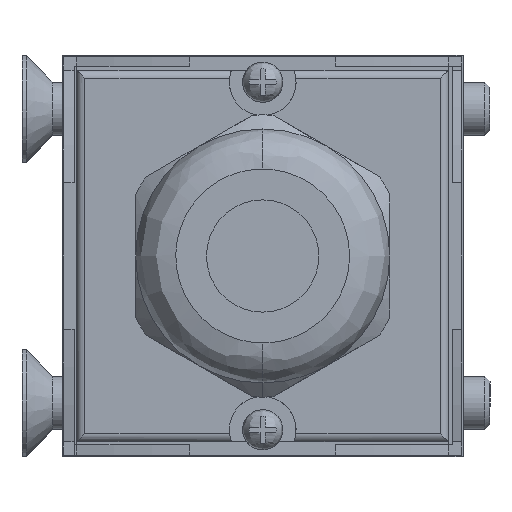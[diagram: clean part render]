
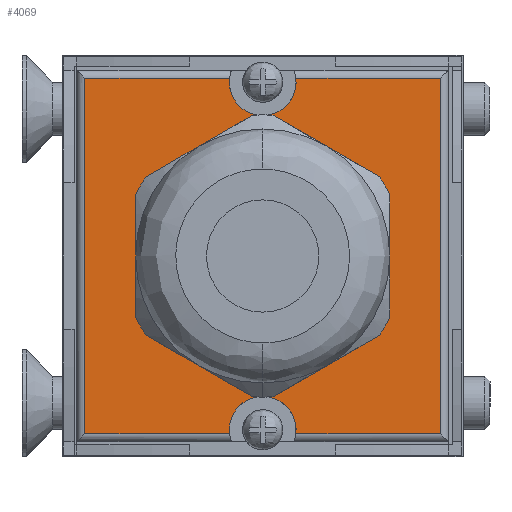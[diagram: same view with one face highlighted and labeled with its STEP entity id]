
A CAD part, front view. The second image highlights one B-rep face of the part: STEP entity #4069.
In plain terms, the highlighted face is planar.
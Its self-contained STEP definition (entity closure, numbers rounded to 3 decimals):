
#140 = VERTEX_POINT ( 'NONE', #3325 ) ;
#322 = DIRECTION ( 'NONE',  ( 0., -1., 0. ) ) ;
#382 = VERTEX_POINT ( 'NONE', #4180 ) ;
#450 = EDGE_CURVE ( 'NONE', #3594, #382, #5767, .T. ) ;
#614 = DIRECTION ( 'NONE',  ( -1., 0., 0. ) ) ;
#761 = EDGE_LOOP ( 'NONE', ( #9685, #9246 ) ) ;
#905 = CIRCLE ( 'NONE', #13243, 2.5 ) ;
#959 = ORIENTED_EDGE ( 'NONE', *, *, #3617, .F. ) ;
#1104 = CARTESIAN_POINT ( 'NONE',  ( 13., 0., 25. ) ) ;
#1274 = DIRECTION ( 'NONE',  ( 0., 0., 1. ) ) ;
#1722 = CARTESIAN_POINT ( 'NONE',  ( 13.306, -15., 25. ) ) ;
#1859 = DIRECTION ( 'NONE',  ( -1., 0., 0. ) ) ;
#1962 = DIRECTION ( 'NONE',  ( 0., 0., 1. ) ) ;
#2102 = ORIENTED_EDGE ( 'NONE', *, *, #14546, .F. ) ;
#2224 = CARTESIAN_POINT ( 'NONE',  ( -15., 13.3, 25. ) ) ;
#2548 = ORIENTED_EDGE ( 'NONE', *, *, #4996, .F. ) ;
#2553 = CARTESIAN_POINT ( 'NONE',  ( 13., 0., 25. ) ) ;
#2692 = LINE ( 'NONE', #5936, #3259 ) ;
#2822 = CARTESIAN_POINT ( 'NONE',  ( -13.306, 13.3, 25. ) ) ;
#3164 = CARTESIAN_POINT ( 'NONE',  ( -13.306, -15., 25. ) ) ;
#3221 = VECTOR ( 'NONE', #6676, 1000. ) ;
#3259 = VECTOR ( 'NONE', #3390, 1000. ) ;
#3325 = CARTESIAN_POINT ( 'NONE',  ( 13.306, 13.3, 25. ) ) ;
#3363 = DIRECTION ( 'NONE',  ( 0., 0., -1. ) ) ;
#3390 = DIRECTION ( 'NONE',  ( -1., 0., 0. ) ) ;
#3594 = VERTEX_POINT ( 'NONE', #6832 ) ;
#3617 = EDGE_CURVE ( 'NONE', #140, #15612, #2692, .T. ) ;
#3918 = ORIENTED_EDGE ( 'NONE', *, *, #8900, .F. ) ;
#3946 = CIRCLE ( 'NONE', #9073, 9.5 ) ;
#4069 = ADVANCED_FACE ( 'NONE', ( #15863, #11994 ), #9849, .T. ) ;
#4180 = CARTESIAN_POINT ( 'NONE',  ( -13.306, 2.481, 25. ) ) ;
#4322 = CIRCLE ( 'NONE', #7269, 9.5 ) ;
#4460 = VERTEX_POINT ( 'NONE', #14425 ) ;
#4996 = EDGE_CURVE ( 'NONE', #4460, #140, #5402, .T. ) ;
#5402 = LINE ( 'NONE', #1722, #3221 ) ;
#5595 = ORIENTED_EDGE ( 'NONE', *, *, #8815, .T. ) ;
#5767 = CIRCLE ( 'NONE', #9720, 2.5 ) ;
#5936 = CARTESIAN_POINT ( 'NONE',  ( -15., 13.3, 25. ) ) ;
#6344 = VERTEX_POINT ( 'NONE', #14321 ) ;
#6676 = DIRECTION ( 'NONE',  ( 0., 1., 0. ) ) ;
#6832 = CARTESIAN_POINT ( 'NONE',  ( -13.306, -2.481, 25. ) ) ;
#6856 = ORIENTED_EDGE ( 'NONE', *, *, #6968, .T. ) ;
#6968 = EDGE_CURVE ( 'NONE', #8216, #9215, #13934, .T. ) ;
#7269 = AXIS2_PLACEMENT_3D ( 'NONE', #14027, #10430, #14194 ) ;
#7674 = CARTESIAN_POINT ( 'NONE',  ( 13.306, -2.481, 25. ) ) ;
#8033 = LINE ( 'NONE', #9593, #10168 ) ;
#8090 = AXIS2_PLACEMENT_3D ( 'NONE', #1104, #1274, #11143 ) ;
#8147 = CARTESIAN_POINT ( 'NONE',  ( -13.306, -13.3, 25. ) ) ;
#8183 = EDGE_CURVE ( 'NONE', #9614, #9846, #12676, .T. ) ;
#8216 = VERTEX_POINT ( 'NONE', #11465 ) ;
#8230 = AXIS2_PLACEMENT_3D ( 'NONE', #2224, #3363, #12141 ) ;
#8278 = CARTESIAN_POINT ( 'NONE',  ( -13., 0., 25. ) ) ;
#8815 = EDGE_CURVE ( 'NONE', #4460, #8216, #905, .T. ) ;
#8900 = EDGE_CURVE ( 'NONE', #3594, #9846, #8944, .T. ) ;
#8944 = LINE ( 'NONE', #11432, #15939 ) ;
#9073 = AXIS2_PLACEMENT_3D ( 'NONE', #16150, #11018, #14954 ) ;
#9215 = VERTEX_POINT ( 'NONE', #7674 ) ;
#9246 = ORIENTED_EDGE ( 'NONE', *, *, #10726, .T. ) ;
#9401 = EDGE_LOOP ( 'NONE', ( #959, #2548, #5595, #6856, #2102, #11611, #3918, #10738, #13477 ) ) ;
#9593 = CARTESIAN_POINT ( 'NONE',  ( 13.306, -15., 25. ) ) ;
#9614 = VERTEX_POINT ( 'NONE', #13552 ) ;
#9685 = ORIENTED_EDGE ( 'NONE', *, *, #15288, .T. ) ;
#9720 = AXIS2_PLACEMENT_3D ( 'NONE', #8278, #1962, #1859 ) ;
#9846 = VERTEX_POINT ( 'NONE', #8147 ) ;
#9849 = PLANE ( 'NONE',  #8230 ) ;
#10168 = VECTOR ( 'NONE', #12104, 1000. ) ;
#10430 = DIRECTION ( 'NONE',  ( 0., 0., 1. ) ) ;
#10726 = EDGE_CURVE ( 'NONE', #6344, #10794, #4322, .T. ) ;
#10738 = ORIENTED_EDGE ( 'NONE', *, *, #450, .T. ) ;
#10794 = VERTEX_POINT ( 'NONE', #14081 ) ;
#11018 = DIRECTION ( 'NONE',  ( 0., 0., 1. ) ) ;
#11143 = DIRECTION ( 'NONE',  ( -1., 0., 0. ) ) ;
#11259 = DIRECTION ( 'NONE',  ( -1., 0., 0. ) ) ;
#11432 = CARTESIAN_POINT ( 'NONE',  ( -13.306, -15., 25. ) ) ;
#11465 = CARTESIAN_POINT ( 'NONE',  ( 10.5, 0., 25. ) ) ;
#11538 = EDGE_CURVE ( 'NONE', #15612, #382, #13465, .T. ) ;
#11611 = ORIENTED_EDGE ( 'NONE', *, *, #8183, .T. ) ;
#11994 = FACE_BOUND ( 'NONE', #761, .T. ) ;
#12104 = DIRECTION ( 'NONE',  ( 0., 1., 0. ) ) ;
#12141 = DIRECTION ( 'NONE',  ( -1., 0., 0. ) ) ;
#12676 = LINE ( 'NONE', #13064, #15403 ) ;
#13064 = CARTESIAN_POINT ( 'NONE',  ( -15., -13.3, 25. ) ) ;
#13243 = AXIS2_PLACEMENT_3D ( 'NONE', #2553, #13903, #11259 ) ;
#13465 = LINE ( 'NONE', #3164, #15585 ) ;
#13477 = ORIENTED_EDGE ( 'NONE', *, *, #11538, .F. ) ;
#13552 = CARTESIAN_POINT ( 'NONE',  ( 13.306, -13.3, 25. ) ) ;
#13903 = DIRECTION ( 'NONE',  ( 0., 0., 1. ) ) ;
#13934 = CIRCLE ( 'NONE', #8090, 2.5 ) ;
#14027 = CARTESIAN_POINT ( 'NONE',  ( 0., 0., 25. ) ) ;
#14081 = CARTESIAN_POINT ( 'NONE',  ( 9.5, 0., 25. ) ) ;
#14194 = DIRECTION ( 'NONE',  ( 1., 0., 0. ) ) ;
#14321 = CARTESIAN_POINT ( 'NONE',  ( -9.5, 0., 25. ) ) ;
#14425 = CARTESIAN_POINT ( 'NONE',  ( 13.306, 2.481, 25. ) ) ;
#14546 = EDGE_CURVE ( 'NONE', #9614, #9215, #8033, .T. ) ;
#14954 = DIRECTION ( 'NONE',  ( 1., 0., 0. ) ) ;
#15288 = EDGE_CURVE ( 'NONE', #10794, #6344, #3946, .T. ) ;
#15403 = VECTOR ( 'NONE', #614, 1000. ) ;
#15585 = VECTOR ( 'NONE', #15666, 1000. ) ;
#15612 = VERTEX_POINT ( 'NONE', #2822 ) ;
#15666 = DIRECTION ( 'NONE',  ( 0., -1., 0. ) ) ;
#15863 = FACE_OUTER_BOUND ( 'NONE', #9401, .T. ) ;
#15939 = VECTOR ( 'NONE', #322, 1000. ) ;
#16150 = CARTESIAN_POINT ( 'NONE',  ( 0., 0., 25. ) ) ;
